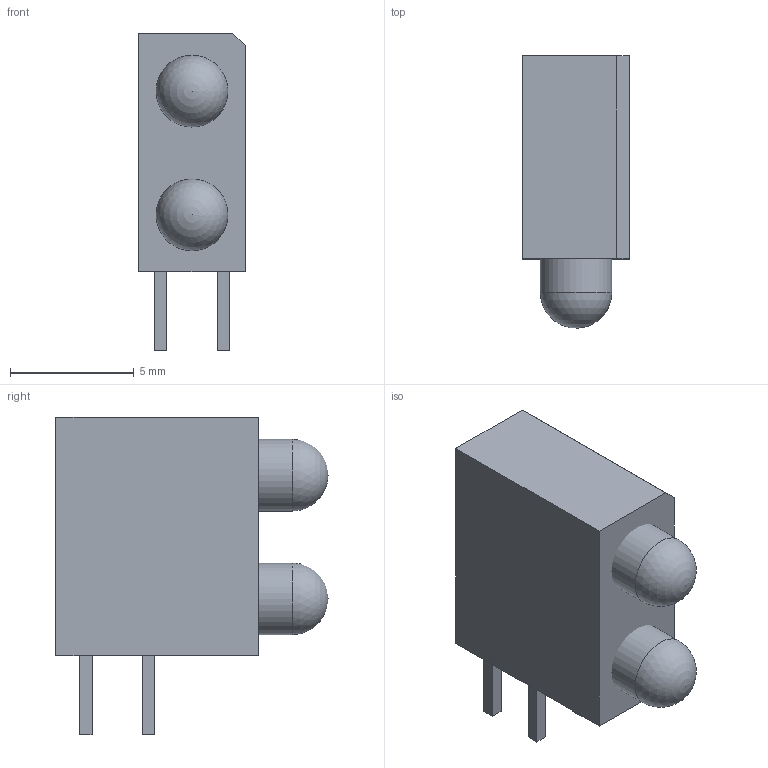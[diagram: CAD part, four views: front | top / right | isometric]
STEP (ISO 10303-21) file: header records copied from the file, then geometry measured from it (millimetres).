
FILE_DESCRIPTION(('FreeCAD Model'),'2;1');
FILE_NAME('Open CASCADE Shape Model','2023-03-02T23:19:31',('Author'),( ''),'Open CASCADE STEP processor 7.6','FreeCAD','Unknown');
FILE_SCHEMA(('AUTOMOTIVE_DESIGN { 1 0 10303 214 1 1 1 1 }'));
Length unit declared in the file: millimetre
Products named in the file (8): WP934FG_2GD; Куб004; Куб001; Куб002; Куб003; Chamfer; Fillet001; Fillet
Assembly tree (7 placements, depth 2):
  WP934FG_2GD
    Куб004
    Куб001
    Куб002
    Куб003
    Chamfer
    Fillet001
    Fillet
Bounding box: 4.3 x 11 x 12.85 mm (x, y, z)
Volume: 407.9 mm3; surface area: 460.9 mm2
Topology: 7 solids, 7 shells, 37 faces, 73 edges, 48 vertices
Faces by surface type: plane 33, cylinder 2, sphere 2
Full cylindrical faces by diameter (mm): 2.9 x2
Entity records: 2049 total; most frequent: CARTESIAN_POINT 310, DIRECTION 305, LINE 201, VECTOR 201, ORIENTED_EDGE 142, PCURVE 142, DEFINITIONAL_REPRESENTATION 142, EDGE_CURVE 71
